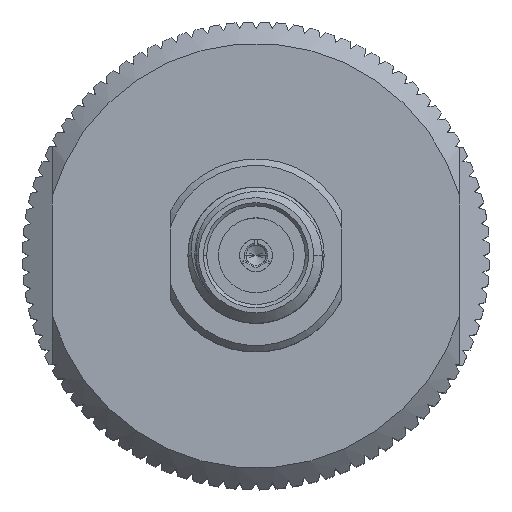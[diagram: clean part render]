
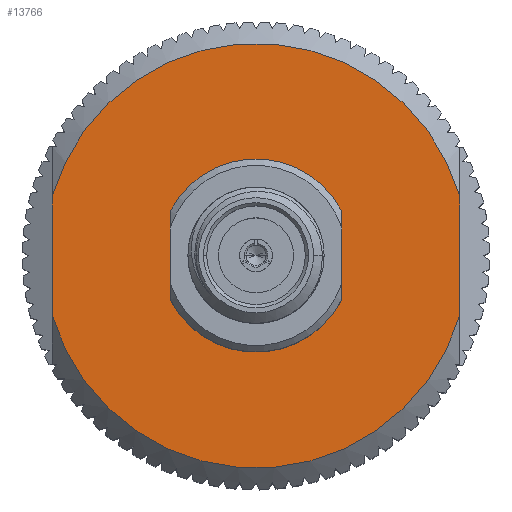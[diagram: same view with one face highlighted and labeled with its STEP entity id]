
A CAD part, top view. The second image highlights one B-rep face of the part: STEP entity #13766.
In plain terms, the highlighted planar face has unit normal (0, 0, 1).
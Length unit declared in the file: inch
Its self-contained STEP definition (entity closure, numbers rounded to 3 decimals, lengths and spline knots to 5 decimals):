
#340 = VERTEX_POINT ( 'NONE', #21065 ) ;
#612 = EDGE_CURVE ( 'NONE', #5741, #13191, #25253, .T. ) ;
#1724 = CARTESIAN_POINT ( 'NONE',  ( -0.10914, 0.01175, 1.37509 ) ) ;
#2001 = CARTESIAN_POINT ( 'NONE',  ( 0.26487, 0.12143, 1.37509 ) ) ;
#2172 = PLANE ( 'NONE',  #13488 ) ;
#3027 = DIRECTION ( 'NONE',  ( 0., 0., 1. ) ) ;
#4008 = VERTEX_POINT ( 'NONE', #2001 ) ;
#4068 = DIRECTION ( 'NONE',  ( 0., -1., 0. ) ) ;
#4459 = FACE_BOUND ( 'NONE', #21226, .T. ) ;
#4804 = CARTESIAN_POINT ( 'NONE',  ( -0.10914, 0.01175, 1.37509 ) ) ;
#5618 = CARTESIAN_POINT ( 'NONE',  ( -0.24694, 0.01175, 1.37509 ) ) ;
#5741 = VERTEX_POINT ( 'NONE', #5618 ) ;
#6300 = AXIS2_PLACEMENT_3D ( 'NONE', #15253, #3027, #9181 ) ;
#6735 = AXIS2_PLACEMENT_3D ( 'NONE', #1724, #11733, #9659 ) ;
#6866 = CARTESIAN_POINT ( 'NONE',  ( -0.10914, 0.01175, 1.37509 ) ) ;
#6965 = DIRECTION ( 'NONE',  ( 1., 0., 0. ) ) ;
#7663 = EDGE_CURVE ( 'NONE', #19076, #15525, #19391, .T. ) ;
#8693 = CARTESIAN_POINT ( 'NONE',  ( -0.48316, 0.12143, 1.37509 ) ) ;
#9181 = DIRECTION ( 'NONE',  ( 1., 0., 0. ) ) ;
#9659 = DIRECTION ( 'NONE',  ( 1., 0., 0. ) ) ;
#11270 = EDGE_CURVE ( 'NONE', #340, #4008, #15478, .T. ) ;
#11519 = ORIENTED_EDGE ( 'NONE', *, *, #612, .F. ) ;
#11733 = DIRECTION ( 'NONE',  ( 0., 0., 1. ) ) ;
#12668 = VECTOR ( 'NONE', #23572, 39.37008 ) ;
#12688 = DIRECTION ( 'NONE',  ( 0., 0., 1. ) ) ;
#12821 = ORIENTED_EDGE ( 'NONE', *, *, #11270, .T. ) ;
#12906 = CIRCLE ( 'NONE', #6735, 0.38976 ) ;
#12946 = DIRECTION ( 'NONE',  ( 1., 0., 0. ) ) ;
#13191 = VERTEX_POINT ( 'NONE', #18037 ) ;
#13488 = AXIS2_PLACEMENT_3D ( 'NONE', #6866, #12688, #12946 ) ;
#13766 = ADVANCED_FACE ( 'NONE', ( #22086, #4459 ), #2172, .T. ) ;
#14006 = CIRCLE ( 'NONE', #23860, 0.1378 ) ;
#14979 = DIRECTION ( 'NONE',  ( 0., 0., 1. ) ) ;
#15121 = DIRECTION ( 'NONE',  ( 0., 0., 1. ) ) ;
#15253 = CARTESIAN_POINT ( 'NONE',  ( -0.10914, 0.01175, 1.37509 ) ) ;
#15478 = LINE ( 'NONE', #15854, #12668 ) ;
#15525 = VERTEX_POINT ( 'NONE', #24507 ) ;
#15854 = CARTESIAN_POINT ( 'NONE',  ( 0.26487, 0.46866, 1.37509 ) ) ;
#16704 = EDGE_CURVE ( 'NONE', #4008, #19076, #12906, .T. ) ;
#17025 = AXIS2_PLACEMENT_3D ( 'NONE', #17309, #15121, #22952 ) ;
#17309 = CARTESIAN_POINT ( 'NONE',  ( -0.10914, 0.01175, 1.37509 ) ) ;
#17415 = CIRCLE ( 'NONE', #6300, 0.38976 ) ;
#17450 = ORIENTED_EDGE ( 'NONE', *, *, #23605, .F. ) ;
#18037 = CARTESIAN_POINT ( 'NONE',  ( 0.02865, 0.01175, 1.37509 ) ) ;
#19076 = VERTEX_POINT ( 'NONE', #8693 ) ;
#19176 = EDGE_CURVE ( 'NONE', #15525, #340, #17415, .T. ) ;
#19267 = CARTESIAN_POINT ( 'NONE',  ( -0.48316, 0.46866, 1.37509 ) ) ;
#19391 = LINE ( 'NONE', #19267, #24925 ) ;
#19887 = ORIENTED_EDGE ( 'NONE', *, *, #7663, .T. ) ;
#19979 = ORIENTED_EDGE ( 'NONE', *, *, #19176, .T. ) ;
#20421 = ORIENTED_EDGE ( 'NONE', *, *, #16704, .T. ) ;
#21065 = CARTESIAN_POINT ( 'NONE',  ( 0.26487, -0.09792, 1.37509 ) ) ;
#21226 = EDGE_LOOP ( 'NONE', ( #11519, #17450 ) ) ;
#21542 = EDGE_LOOP ( 'NONE', ( #19979, #12821, #20421, #19887 ) ) ;
#22086 = FACE_OUTER_BOUND ( 'NONE', #21542, .T. ) ;
#22952 = DIRECTION ( 'NONE',  ( 1., 0., 0. ) ) ;
#23572 = DIRECTION ( 'NONE',  ( 0., 1., 0. ) ) ;
#23605 = EDGE_CURVE ( 'NONE', #13191, #5741, #14006, .T. ) ;
#23860 = AXIS2_PLACEMENT_3D ( 'NONE', #4804, #14979, #6965 ) ;
#24507 = CARTESIAN_POINT ( 'NONE',  ( -0.48316, -0.09792, 1.37509 ) ) ;
#24925 = VECTOR ( 'NONE', #4068, 39.37008 ) ;
#25253 = CIRCLE ( 'NONE', #17025, 0.1378 ) ;
